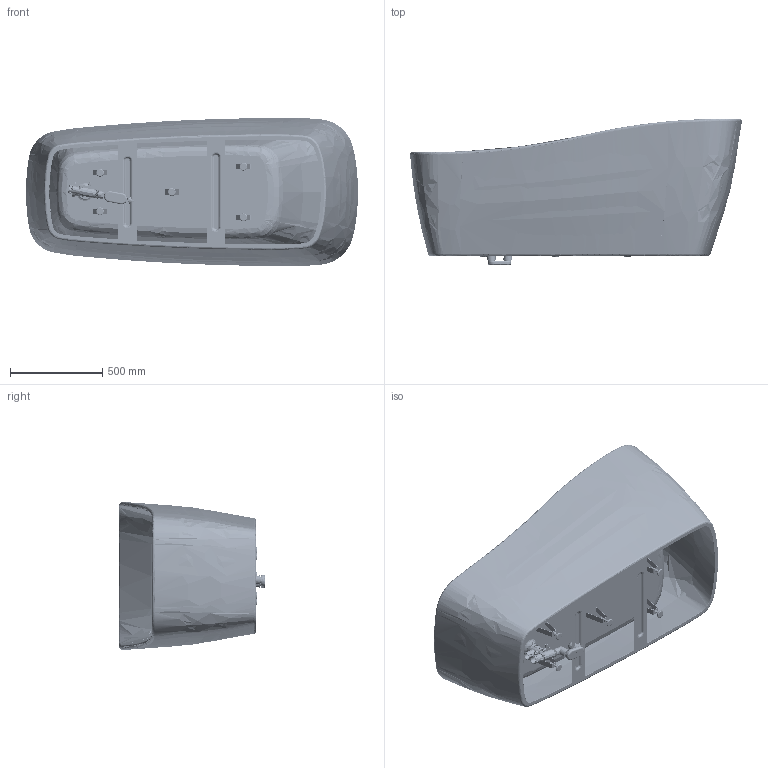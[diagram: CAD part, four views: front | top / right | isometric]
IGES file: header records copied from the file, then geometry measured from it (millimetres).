
Start section: SolidWorks IGES file using analytic representation for surfaces
Global section: file name: BAHN. ZAHA 1800x800+PES+Valvula.IGS; native system: SolidWorks 2016; preprocessor: SolidWorks 2016; author: melana01; date: 190524.172032; units: millimetre
Bounding box: 1804 x 794.7 x 804 mm (x, y, z)
Surface area: 11803013.4 mm2 (no closed solid volume)
Topology: 0 solids, 0 shells, 3175 faces, 48473 edges, 48419 vertices
Faces by surface type: bspline 1780, revolution 1395
